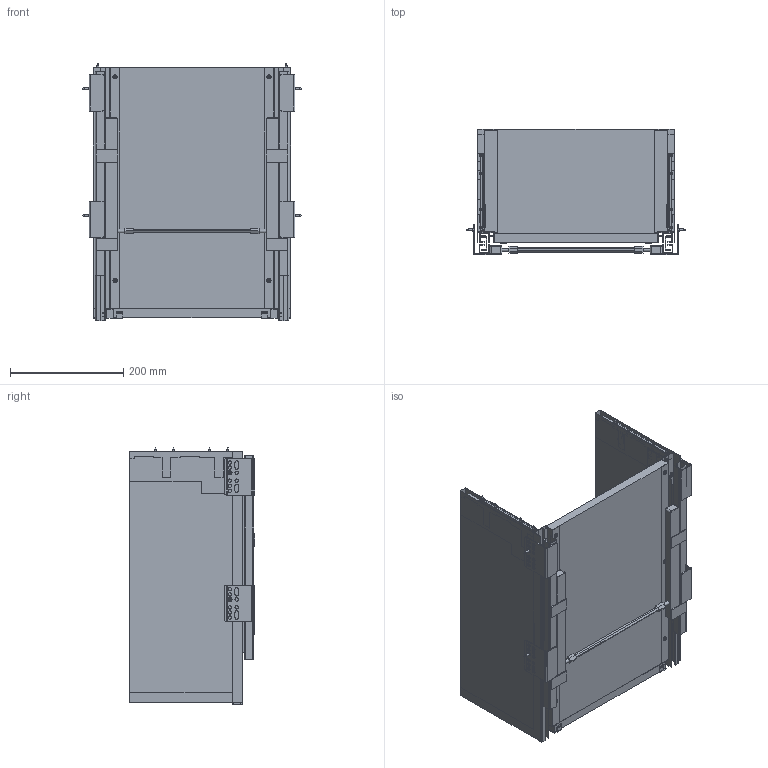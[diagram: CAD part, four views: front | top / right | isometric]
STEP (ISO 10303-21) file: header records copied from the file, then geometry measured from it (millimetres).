
FILE_DESCRIPTION(/* description */ (''),/* implementation_level */ '2;1');
FILE_NAME(/* name */ 'PB-AXISPRO-P2O-KPL450D.stp',/* time_stamp */ '2025-03-19T11:29:19+01:00',/* author */ ('tomaszw'),/* organization */ (''),/* preprocessor_version */ 'ST-DEVELOPER v20',/* originating_system */ 'Autodesk Inventor 2025',/* authorisation */ '');
FILE_SCHEMA (('AUTOMOTIVE_DESIGN { 1 0 10303 214 3 1 1 }'));
Products named in the file (1): PB-AXISPRO-KPL450D1-F
Bounding box: 388.6 x 222 x 454.9 mm (x, y, z)
Volume: 3708169.6 mm3; surface area: 1666298.4 mm2
Topology: 48 solids, 50 shells, 1951 faces, 5068 edges, 3316 vertices
Faces by surface type: plane 1407, cylinder 314, bspline 108, cone 104, torus 16, sphere 2
Full cylindrical faces by diameter (mm): 2 x4, 3.5 x32, 6 x42, 7.5 x26, 7.8 x2, 8.5 x2, 10 x6
Entity records: 60293 total; most frequent: CARTESIAN_POINT 12194, ORIENTED_EDGE 10136, DIRECTION 9282, EDGE_CURVE 5068, LINE 4034, VECTOR 4034, VERTEX_POINT 3316, AXIS2_PLACEMENT_3D 2624
